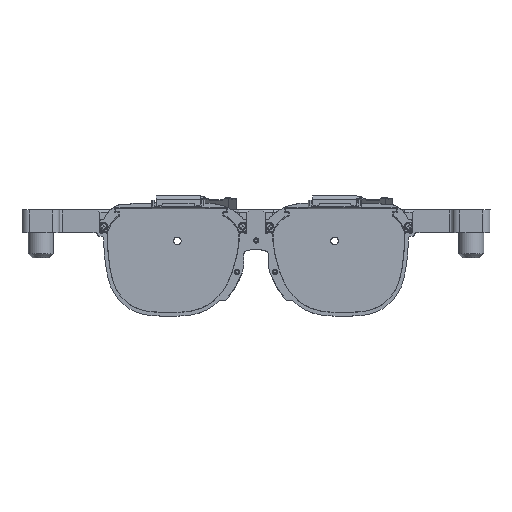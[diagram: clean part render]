
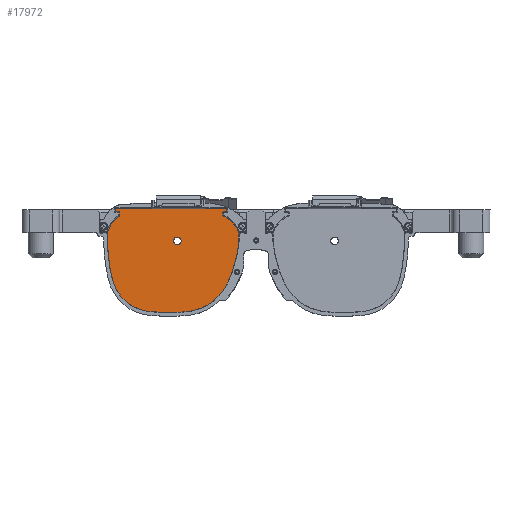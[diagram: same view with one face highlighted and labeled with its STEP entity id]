
A CAD part, top view. The second image highlights one B-rep face of the part: STEP entity #17972.
In plain terms, the highlighted planar face has unit normal (0, 0, 1).
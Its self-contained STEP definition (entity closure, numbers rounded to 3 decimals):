
#351=FACE_BOUND('',#2885,.T.);
#532=PLANE('',#19175);
#965=B_SPLINE_CURVE_WITH_KNOTS('',2,(#26841,#26842,#26843,#26844,#26845),
 .UNSPECIFIED.,.F.,.F.,(3,2,3),(0.,0.5,1.),
 .UNSPECIFIED.);
#1162=CIRCLE('',#19150,1.538);
#1166=CIRCLE('',#19155,110.3);
#1171=CIRCLE('',#19161,110.3);
#1182=CIRCLE('',#19176,20.);
#1183=CIRCLE('',#19177,10.04);
#1184=CIRCLE('',#19178,5.);
#1185=CIRCLE('',#19179,10.34);
#1186=CIRCLE('',#19180,0.5);
#1187=CIRCLE('',#19181,0.5);
#1188=CIRCLE('',#19182,0.5);
#1189=CIRCLE('',#19183,0.5);
#1190=CIRCLE('',#19184,10.93);
#1191=CIRCLE('',#19185,5.);
#1192=CIRCLE('',#19186,65.);
#1193=CIRCLE('',#19187,17.);
#1892=FACE_OUTER_BOUND('',#2884,.T.);
#2884=EDGE_LOOP('',(#13151,#13152,#13153,#13154,#13155,#13156,#13157,#13158,
#13159,#13160,#13161,#13162,#13163,#13164,#13165,#13166,#13167,#13168,#13169,
#13170,#13171,#13172,#13173,#13174,#13175));
#2885=EDGE_LOOP('',(#13176));
#4180=LINE('',#26828,#6037);
#4184=LINE('',#26837,#6041);
#4185=LINE('',#26849,#6042);
#4186=LINE('',#26857,#6043);
#4187=LINE('',#26861,#6044);
#4188=LINE('',#26862,#6045);
#4189=LINE('',#26864,#6046);
#4190=LINE('',#26866,#6047);
#4191=LINE('',#26870,#6048);
#4192=LINE('',#26878,#6049);
#6037=VECTOR('',#21526,1000.);
#6041=VECTOR('',#21534,1000.);
#6042=VECTOR('',#21539,1000.);
#6043=VECTOR('',#21546,1000.);
#6044=VECTOR('',#21549,1000.);
#6045=VECTOR('',#21550,1000.);
#6046=VECTOR('',#21551,1000.);
#6047=VECTOR('',#21552,1000.);
#6048=VECTOR('',#21555,1000.);
#6049=VECTOR('',#21562,1000.);
#7885=VERTEX_POINT('',#26746);
#7891=VERTEX_POINT('',#26759);
#7892=VERTEX_POINT('',#26761);
#7901=VERTEX_POINT('',#26780);
#7902=VERTEX_POINT('',#26782);
#7919=VERTEX_POINT('',#26825);
#7920=VERTEX_POINT('',#26827);
#7924=VERTEX_POINT('',#26838);
#7925=VERTEX_POINT('',#26840);
#7926=VERTEX_POINT('',#26846);
#7927=VERTEX_POINT('',#26848);
#7928=VERTEX_POINT('',#26850);
#7929=VERTEX_POINT('',#26852);
#7930=VERTEX_POINT('',#26854);
#7931=VERTEX_POINT('',#26856);
#7932=VERTEX_POINT('',#26858);
#7933=VERTEX_POINT('',#26860);
#7934=VERTEX_POINT('',#26863);
#7935=VERTEX_POINT('',#26865);
#7936=VERTEX_POINT('',#26867);
#7937=VERTEX_POINT('',#26869);
#7938=VERTEX_POINT('',#26871);
#7939=VERTEX_POINT('',#26873);
#7940=VERTEX_POINT('',#26875);
#7941=VERTEX_POINT('',#26877);
#7942=VERTEX_POINT('',#26879);
#9840=EDGE_CURVE('',#7885,#7885,#1162,.T.);
#9847=EDGE_CURVE('',#7892,#7891,#1166,.T.);
#9857=EDGE_CURVE('',#7902,#7901,#1171,.T.);
#9878=EDGE_CURVE('',#7919,#7920,#4180,.T.);
#9883=EDGE_CURVE('',#7901,#7892,#4184,.T.);
#9884=EDGE_CURVE('',#7891,#7924,#1182,.T.);
#9885=EDGE_CURVE('',#7924,#7925,#965,.T.);
#9886=EDGE_CURVE('',#7925,#7926,#1183,.T.);
#9887=EDGE_CURVE('',#7926,#7927,#4185,.T.);
#9888=EDGE_CURVE('',#7927,#7928,#1184,.T.);
#9889=EDGE_CURVE('',#7928,#7929,#1185,.T.);
#9890=EDGE_CURVE('',#7929,#7930,#1186,.T.);
#9891=EDGE_CURVE('',#7930,#7931,#4186,.T.);
#9892=EDGE_CURVE('',#7931,#7932,#1187,.T.);
#9893=EDGE_CURVE('',#7933,#7932,#4187,.T.);
#9894=EDGE_CURVE('',#7920,#7933,#4188,.T.);
#9895=EDGE_CURVE('',#7934,#7919,#4189,.T.);
#9896=EDGE_CURVE('',#7935,#7934,#4190,.T.);
#9897=EDGE_CURVE('',#7936,#7935,#1188,.T.);
#9898=EDGE_CURVE('',#7936,#7937,#4191,.T.);
#9899=EDGE_CURVE('',#7937,#7938,#1189,.T.);
#9900=EDGE_CURVE('',#7938,#7939,#1190,.T.);
#9901=EDGE_CURVE('',#7940,#7939,#1191,.T.);
#9902=EDGE_CURVE('',#7941,#7940,#4192,.T.);
#9903=EDGE_CURVE('',#7941,#7942,#1192,.T.);
#9904=EDGE_CURVE('',#7942,#7902,#1193,.T.);
#13151=ORIENTED_EDGE('',*,*,#9857,.T.);
#13152=ORIENTED_EDGE('',*,*,#9883,.T.);
#13153=ORIENTED_EDGE('',*,*,#9847,.T.);
#13154=ORIENTED_EDGE('',*,*,#9884,.T.);
#13155=ORIENTED_EDGE('',*,*,#9885,.T.);
#13156=ORIENTED_EDGE('',*,*,#9886,.T.);
#13157=ORIENTED_EDGE('',*,*,#9887,.T.);
#13158=ORIENTED_EDGE('',*,*,#9888,.T.);
#13159=ORIENTED_EDGE('',*,*,#9889,.T.);
#13160=ORIENTED_EDGE('',*,*,#9890,.T.);
#13161=ORIENTED_EDGE('',*,*,#9891,.T.);
#13162=ORIENTED_EDGE('',*,*,#9892,.T.);
#13163=ORIENTED_EDGE('',*,*,#9893,.F.);
#13164=ORIENTED_EDGE('',*,*,#9894,.F.);
#13165=ORIENTED_EDGE('',*,*,#9878,.F.);
#13166=ORIENTED_EDGE('',*,*,#9895,.F.);
#13167=ORIENTED_EDGE('',*,*,#9896,.F.);
#13168=ORIENTED_EDGE('',*,*,#9897,.F.);
#13169=ORIENTED_EDGE('',*,*,#9898,.T.);
#13170=ORIENTED_EDGE('',*,*,#9899,.T.);
#13171=ORIENTED_EDGE('',*,*,#9900,.T.);
#13172=ORIENTED_EDGE('',*,*,#9901,.F.);
#13173=ORIENTED_EDGE('',*,*,#9902,.F.);
#13174=ORIENTED_EDGE('',*,*,#9903,.T.);
#13175=ORIENTED_EDGE('',*,*,#9904,.T.);
#13176=ORIENTED_EDGE('',*,*,#9840,.F.);
#17972=ADVANCED_FACE('',(#1892,#351),#532,.F.);
#19150=AXIS2_PLACEMENT_3D('',#26747,#21461,#21462);
#19155=AXIS2_PLACEMENT_3D('',#26762,#21474,#21475);
#19161=AXIS2_PLACEMENT_3D('',#26783,#21491,#21492);
#19175=AXIS2_PLACEMENT_3D('',#26836,#21532,#21533);
#19176=AXIS2_PLACEMENT_3D('',#26839,#21535,#21536);
#19177=AXIS2_PLACEMENT_3D('',#26847,#21537,#21538);
#19178=AXIS2_PLACEMENT_3D('',#26851,#21540,#21541);
#19179=AXIS2_PLACEMENT_3D('',#26853,#21542,#21543);
#19180=AXIS2_PLACEMENT_3D('',#26855,#21544,#21545);
#19181=AXIS2_PLACEMENT_3D('',#26859,#21547,#21548);
#19182=AXIS2_PLACEMENT_3D('',#26868,#21553,#21554);
#19183=AXIS2_PLACEMENT_3D('',#26872,#21556,#21557);
#19184=AXIS2_PLACEMENT_3D('',#26874,#21558,#21559);
#19185=AXIS2_PLACEMENT_3D('',#26876,#21560,#21561);
#19186=AXIS2_PLACEMENT_3D('',#26880,#21563,#21564);
#19187=AXIS2_PLACEMENT_3D('',#26881,#21565,#21566);
#21461=DIRECTION('center_axis',(0.,0.,1.));
#21462=DIRECTION('ref_axis',(0.,1.,0.));
#21474=DIRECTION('center_axis',(0.,0.,1.));
#21475=DIRECTION('ref_axis',(1.,0.,0.));
#21491=DIRECTION('center_axis',(0.,0.,1.));
#21492=DIRECTION('ref_axis',(1.,0.,0.));
#21526=DIRECTION('',(1.,0.,0.));
#21532=DIRECTION('center_axis',(0.,0.,-1.));
#21533=DIRECTION('ref_axis',(0.,1.,0.));
#21534=DIRECTION('',(1.,0.,0.));
#21535=DIRECTION('center_axis',(0.,0.,1.));
#21536=DIRECTION('ref_axis',(1.,0.,0.));
#21537=DIRECTION('center_axis',(0.,0.,1.));
#21538=DIRECTION('ref_axis',(1.,0.,0.));
#21539=DIRECTION('',(0.,1.,0.));
#21540=DIRECTION('center_axis',(0.,0.,1.));
#21541=DIRECTION('ref_axis',(1.,0.,0.));
#21542=DIRECTION('center_axis',(0.,0.,1.));
#21543=DIRECTION('ref_axis',(1.,0.,0.));
#21544=DIRECTION('center_axis',(0.,0.,-1.));
#21545=DIRECTION('ref_axis',(0.,1.,0.));
#21546=DIRECTION('',(0.,1.,0.));
#21547=DIRECTION('center_axis',(0.,0.,-1.));
#21548=DIRECTION('ref_axis',(0.,1.,0.));
#21549=DIRECTION('',(-1.,0.,0.));
#21550=DIRECTION('',(0.,-1.,0.));
#21551=DIRECTION('',(0.,1.,0.));
#21552=DIRECTION('',(-1.,0.,0.));
#21553=DIRECTION('center_axis',(0.,0.,1.));
#21554=DIRECTION('ref_axis',(1.,0.,0.));
#21555=DIRECTION('',(0.,-1.,0.));
#21556=DIRECTION('center_axis',(0.,0.,-1.));
#21557=DIRECTION('ref_axis',(0.,1.,0.));
#21558=DIRECTION('center_axis',(0.,0.,1.));
#21559=DIRECTION('ref_axis',(1.,0.,0.));
#21560=DIRECTION('center_axis',(0.,0.,-1.));
#21561=DIRECTION('ref_axis',(1.,0.,0.));
#21562=DIRECTION('',(0.,1.,0.));
#21563=DIRECTION('center_axis',(0.,0.,1.));
#21564=DIRECTION('ref_axis',(1.,0.,0.));
#21565=DIRECTION('center_axis',(0.,0.,1.));
#21566=DIRECTION('ref_axis',(1.,0.,0.));
#26746=CARTESIAN_POINT('',(25.,23.372,0.));
#26747=CARTESIAN_POINT('Origin',(25.,24.91,0.));
#26759=CARTESIAN_POINT('',(28.005,-3.293,0.));
#26761=CARTESIAN_POINT('',(24.792,-3.428,0.));
#26762=CARTESIAN_POINT('Origin',(21.77,106.83,0.));
#26780=CARTESIAN_POINT('',(18.747,-3.428,0.));
#26782=CARTESIAN_POINT('',(14.545,-3.233,0.));
#26783=CARTESIAN_POINT('Origin',(21.77,106.83,0.));
#26825=CARTESIAN_POINT('',(0.5,37.672,0.));
#26827=CARTESIAN_POINT('',(44.5,37.672,0.));
#26828=CARTESIAN_POINT('',(50.,37.672,0.));
#26836=CARTESIAN_POINT('Origin',(50.,37.672,0.));
#26837=CARTESIAN_POINT('',(50.,-3.428,0.));
#26838=CARTESIAN_POINT('',(44.995,8.211,0.));
#26839=CARTESIAN_POINT('Origin',(26.874,16.675,0.));
#26840=CARTESIAN_POINT('',(49.435,24.192,0.));
#26841=CARTESIAN_POINT('Ctrl Pts',(44.995,8.211,0.));
#26842=CARTESIAN_POINT('Ctrl Pts',(46.762,11.993,0.));
#26843=CARTESIAN_POINT('Ctrl Pts',(47.88,16.017,0.));
#26844=CARTESIAN_POINT('Ctrl Pts',(48.998,20.039,0.));
#26845=CARTESIAN_POINT('Ctrl Pts',(49.435,24.192,0.));
#26846=CARTESIAN_POINT('',(49.486,25.142,0.));
#26847=CARTESIAN_POINT('Origin',(39.446,25.202,0.));
#26848=CARTESIAN_POINT('',(49.486,26.967,0.));
#26849=CARTESIAN_POINT('',(49.486,0.,0.));
#26850=CARTESIAN_POINT('',(49.205,28.62,0.));
#26851=CARTESIAN_POINT('Origin',(44.486,26.967,0.));
#26852=CARTESIAN_POINT('',(43.408,34.753,0.));
#26853=CARTESIAN_POINT('Origin',(39.446,25.202,0.));
#26854=CARTESIAN_POINT('',(43.1,35.215,0.));
#26855=CARTESIAN_POINT('Origin',(43.6,35.215,0.));
#26856=CARTESIAN_POINT('',(43.1,36.172,0.));
#26857=CARTESIAN_POINT('',(43.1,0.,0.));
#26858=CARTESIAN_POINT('',(43.6,36.672,0.));
#26859=CARTESIAN_POINT('Origin',(43.6,36.172,0.));
#26860=CARTESIAN_POINT('',(44.5,36.672,0.));
#26861=CARTESIAN_POINT('',(0.,36.672,0.));
#26862=CARTESIAN_POINT('',(44.5,37.672,0.));
#26863=CARTESIAN_POINT('',(0.5,36.672,0.));
#26864=CARTESIAN_POINT('',(0.5,37.672,0.));
#26865=CARTESIAN_POINT('',(1.4,36.672,0.));
#26866=CARTESIAN_POINT('',(0.,36.672,0.));
#26867=CARTESIAN_POINT('',(1.9,36.172,0.));
#26868=CARTESIAN_POINT('Origin',(1.4,36.172,0.));
#26869=CARTESIAN_POINT('',(1.9,35.006,0.));
#26870=CARTESIAN_POINT('',(1.9,0.,0.));
#26871=CARTESIAN_POINT('',(1.682,34.593,0.));
#26872=CARTESIAN_POINT('Origin',(1.4,35.006,0.));
#26873=CARTESIAN_POINT('',(-2.491,29.127,0.));
#26874=CARTESIAN_POINT('Origin',(7.842,25.565,0.));
#26875=CARTESIAN_POINT('',(-2.764,27.498,0.));
#26876=CARTESIAN_POINT('Origin',(2.236,27.498,0.));
#26877=CARTESIAN_POINT('',(-2.764,24.446,0.));
#26878=CARTESIAN_POINT('',(-2.764,0.,0.));
#26879=CARTESIAN_POINT('',(-0.835,9.614,0.));
#26880=CARTESIAN_POINT('Origin',(62.23,25.355,0.));
#26881=CARTESIAN_POINT('Origin',(15.659,13.731,0.));
